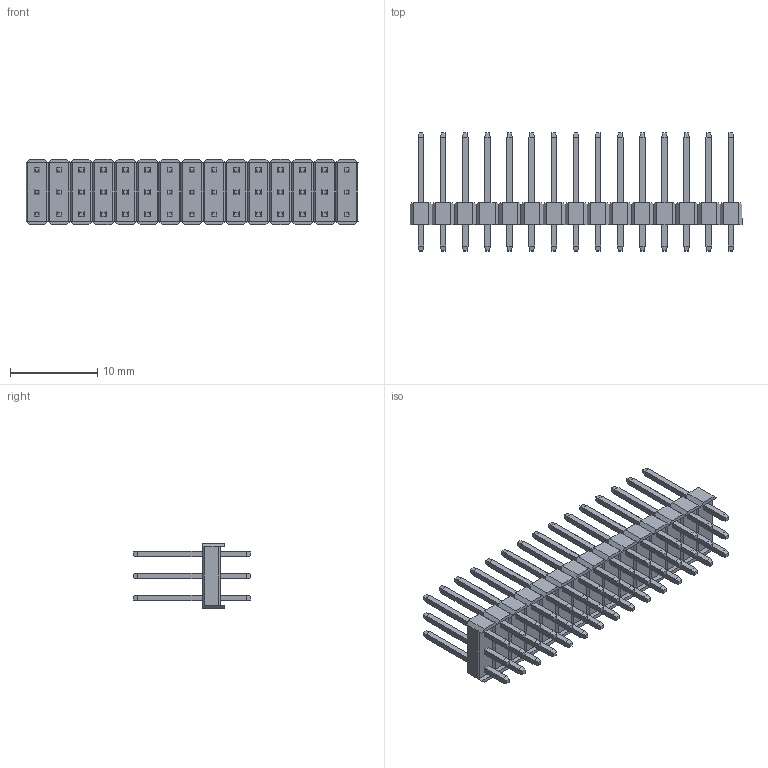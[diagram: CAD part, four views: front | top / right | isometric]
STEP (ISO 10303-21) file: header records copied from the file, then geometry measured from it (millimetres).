
FILE_DESCRIPTION (( 'STEP AP214' ), '1' );
FILE_NAME ('3x15 Male Pin Header.STEP', '2018-11-17T18:50:39', ( 'M.B.I.' ), ( '' ), 'SwSTEP 2.0', '', '' );
FILE_SCHEMA (( 'AUTOMOTIVE_DESIGN' ));
Length unit declared in the file: millimetre
Products named in the file (1): 3x15 Male Pin Header
Bounding box: 38.1 x 13.54 x 7.5 mm (x, y, z)
Volume: 774.5 mm3; surface area: 2629.5 mm2
Topology: 46 solids, 46 shells, 1118 faces, 2684 edges, 1658 vertices
Faces by surface type: plane 1118
Entity records: 31855 total; most frequent: CARTESIAN_POINT 5461, ORIENTED_EDGE 5368, DIRECTION 4922, EDGE_CURVE 2684, VECTOR 2684, LINE 2684, VERTEX_POINT 1658, EDGE_LOOP 1208
